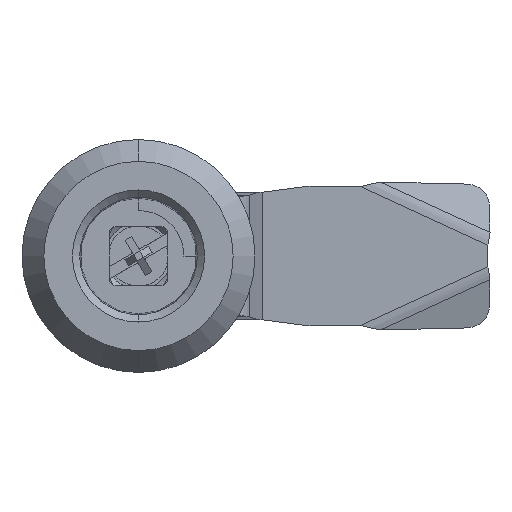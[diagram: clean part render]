
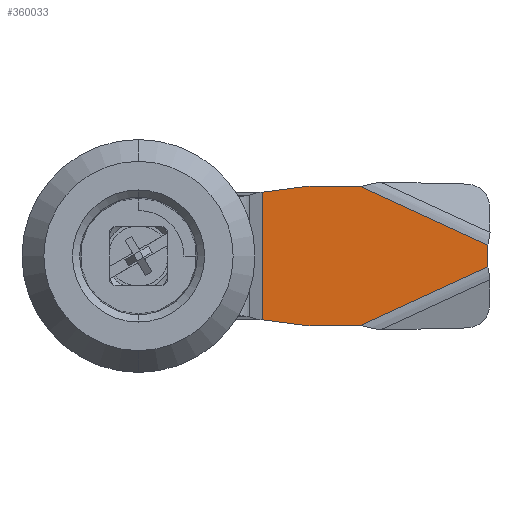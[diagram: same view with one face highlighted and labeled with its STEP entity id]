
A CAD part, front view. The second image highlights one B-rep face of the part: STEP entity #360033.
In plain terms, the highlighted planar face has unit normal (0, -1, 0).
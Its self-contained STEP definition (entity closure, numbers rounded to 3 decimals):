
#249 = CARTESIAN_POINT ( 'NONE',  ( -56.949, 50.167, 44.83 ) ) ;
#9196 = LINE ( 'NONE', #152658, #182437 ) ;
#12650 = ORIENTED_EDGE ( 'NONE', *, *, #301796, .T. ) ;
#15484 = DIRECTION ( 'NONE',  ( 1., 0., 0. ) ) ;
#16788 = VERTEX_POINT ( 'NONE', #126249 ) ;
#20859 = CARTESIAN_POINT ( 'NONE',  ( -31.949, 50.167, 33.78 ) ) ;
#20995 = DIRECTION ( 'NONE',  ( 0., 0., -1. ) ) ;
#29362 = FACE_OUTER_BOUND ( 'NONE', #193697, .T. ) ;
#31171 = PLANE ( 'NONE',  #191582 ) ;
#34456 = CARTESIAN_POINT ( 'NONE',  ( -56.949, 50.167, 44.83 ) ) ;
#34831 = VECTOR ( 'NONE', #339385, 1000. ) ;
#38076 = CARTESIAN_POINT ( 'NONE',  ( -49.449, 50.167, 44.83 ) ) ;
#41806 = EDGE_CURVE ( 'NONE', #348830, #101740, #72497, .T. ) ;
#59696 = LINE ( 'NONE', #203147, #34831 ) ;
#66555 = ORIENTED_EDGE ( 'NONE', *, *, #272778, .T. ) ;
#70771 = LINE ( 'NONE', #183013, #259074 ) ;
#72497 = LINE ( 'NONE', #271147, #219341 ) ;
#79458 = DIRECTION ( 'NONE',  ( -0.908, 0., -0.418 ) ) ;
#83200 = ORIENTED_EDGE ( 'NONE', *, *, #120479, .T. ) ;
#90105 = VERTEX_POINT ( 'NONE', #340506 ) ;
#95651 = DIRECTION ( 'NONE',  ( 0.991, 0., -0.132 ) ) ;
#101740 = VERTEX_POINT ( 'NONE', #337960 ) ;
#108564 = VERTEX_POINT ( 'NONE', #273304 ) ;
#114414 = DIRECTION ( 'NONE',  ( 0., 0., 1. ) ) ;
#116460 = CARTESIAN_POINT ( 'NONE',  ( -56.949, 50.167, 25.73 ) ) ;
#120009 = EDGE_CURVE ( 'NONE', #186881, #160153, #164067, .T. ) ;
#120479 = EDGE_CURVE ( 'NONE', #235737, #16788, #281867, .T. ) ;
#126249 = CARTESIAN_POINT ( 'NONE',  ( -31.949, 50.167, 36.78 ) ) ;
#142037 = CARTESIAN_POINT ( 'NONE',  ( -31.949, 50.167, 25.73 ) ) ;
#143390 = CARTESIAN_POINT ( 'NONE',  ( -79.949, 50.167, 35.28 ) ) ;
#150617 = DIRECTION ( 'NONE',  ( 0., -1., 0. ) ) ;
#152658 = CARTESIAN_POINT ( 'NONE',  ( -72.299, 50.167, 27.78 ) ) ;
#160153 = VERTEX_POINT ( 'NONE', #34456 ) ;
#164067 = LINE ( 'NONE', #249, #230726 ) ;
#182437 = VECTOR ( 'NONE', #95651, 1000. ) ;
#183013 = CARTESIAN_POINT ( 'NONE',  ( -62.915, 50.167, 35.28 ) ) ;
#183729 = VECTOR ( 'NONE', #114414, 1000. ) ;
#186881 = VERTEX_POINT ( 'NONE', #38076 ) ;
#191582 = AXIS2_PLACEMENT_3D ( 'NONE', #143390, #150617, #207651 ) ;
#193697 = EDGE_LOOP ( 'NONE', ( #83200, #285042, #338913, #237610, #12650, #66555, #221350, #299011 ) ) ;
#203147 = CARTESIAN_POINT ( 'NONE',  ( -70.996, 50.167, 54.742 ) ) ;
#207651 = DIRECTION ( 'NONE',  ( 1., 0., 0. ) ) ;
#217566 = VECTOR ( 'NONE', #305611, 1000. ) ;
#219341 = VECTOR ( 'NONE', #15484, 1000. ) ;
#221350 = ORIENTED_EDGE ( 'NONE', *, *, #41806, .T. ) ;
#222916 = CARTESIAN_POINT ( 'NONE',  ( -70.996, 50.167, 15.819 ) ) ;
#230726 = VECTOR ( 'NONE', #331540, 1000. ) ;
#235737 = VERTEX_POINT ( 'NONE', #20859 ) ;
#237610 = ORIENTED_EDGE ( 'NONE', *, *, #339354, .T. ) ;
#244956 = CARTESIAN_POINT ( 'NONE',  ( -72.299, 50.167, 42.78 ) ) ;
#259074 = VECTOR ( 'NONE', #20995, 1000. ) ;
#267738 = EDGE_CURVE ( 'NONE', #235737, #101740, #331553, .T. ) ;
#271147 = CARTESIAN_POINT ( 'NONE',  ( -56.949, 50.167, 25.73 ) ) ;
#272778 = EDGE_CURVE ( 'NONE', #90105, #348830, #9196, .T. ) ;
#273304 = CARTESIAN_POINT ( 'NONE',  ( -62.915, 50.167, 44.034 ) ) ;
#279064 = EDGE_CURVE ( 'NONE', #16788, #186881, #59696, .T. ) ;
#281867 = LINE ( 'NONE', #142037, #183729 ) ;
#285042 = ORIENTED_EDGE ( 'NONE', *, *, #279064, .T. ) ;
#299011 = ORIENTED_EDGE ( 'NONE', *, *, #267738, .F. ) ;
#301796 = EDGE_CURVE ( 'NONE', #108564, #90105, #70771, .T. ) ;
#305611 = DIRECTION ( 'NONE',  ( -0.991, 0., -0.132 ) ) ;
#307436 = LINE ( 'NONE', #244956, #217566 ) ;
#331540 = DIRECTION ( 'NONE',  ( -1., 0., 0. ) ) ;
#331553 = LINE ( 'NONE', #222916, #346888 ) ;
#337960 = CARTESIAN_POINT ( 'NONE',  ( -49.449, 50.167, 25.73 ) ) ;
#338913 = ORIENTED_EDGE ( 'NONE', *, *, #120009, .T. ) ;
#339354 = EDGE_CURVE ( 'NONE', #160153, #108564, #307436, .T. ) ;
#339385 = DIRECTION ( 'NONE',  ( -0.908, 0., 0.418 ) ) ;
#340506 = CARTESIAN_POINT ( 'NONE',  ( -62.915, 50.167, 26.527 ) ) ;
#346888 = VECTOR ( 'NONE', #79458, 1000. ) ;
#348830 = VERTEX_POINT ( 'NONE', #116460 ) ;
#360033 = ADVANCED_FACE ( 'NONE', ( #29362 ), #31171, .T. ) ;
